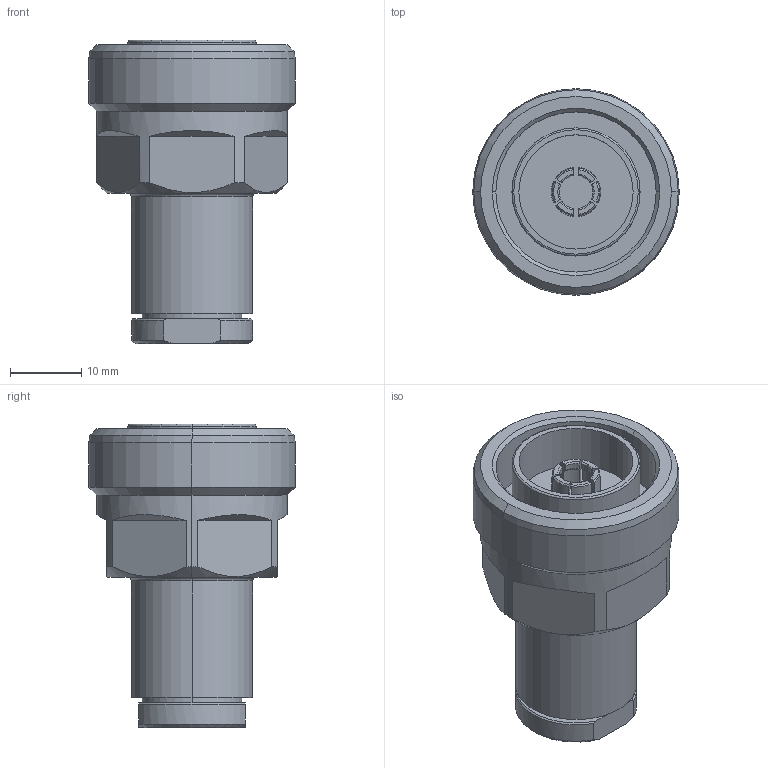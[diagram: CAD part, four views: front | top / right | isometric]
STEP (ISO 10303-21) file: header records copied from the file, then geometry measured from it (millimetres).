
FILE_DESCRIPTION (( 'STEP AP214' ), '1' );
FILE_NAME ('J01121A0177.STEP', '2013-04-24T09:11:49', ( 'Wartung1' ), ( '' ), 'SwSTEP 2.0', 'SolidWorks 2012', '' );
FILE_SCHEMA (( 'AUTOMOTIVE_DESIGN' ));
Length unit declared in the file: millimetre
Products named in the file (1): J01121A0177
Bounding box: 29 x 29 x 42.62 mm (x, y, z)
Volume: 13743.5 mm3; surface area: 6015 mm2
Topology: 1 solids, 1 shells, 129 faces, 316 edges, 202 vertices
Faces by surface type: cylinder 42, plane 41, cone 33, torus 13
Entity records: 5364 total; most frequent: CARTESIAN_POINT 938, ORIENTED_EDGE 632, DIRECTION 627, EDGE_CURVE 316, AXIS2_PLACEMENT_3D 251, VERTEX_POINT 202, EDGE_LOOP 142, UNCERTAINTY_MEASURE_WITH_UNIT 130
